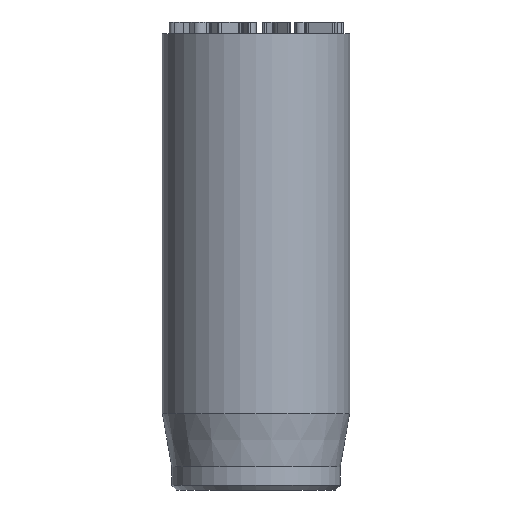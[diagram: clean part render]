
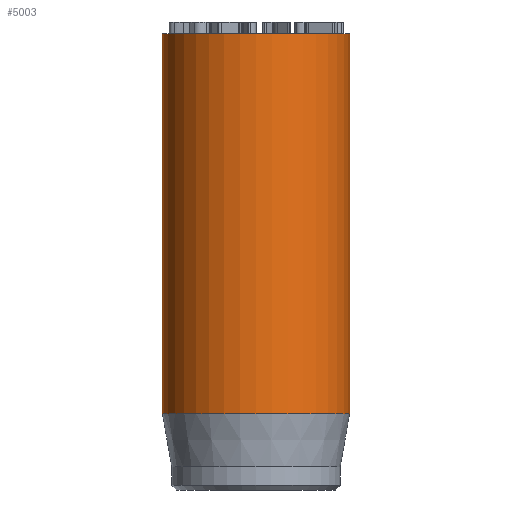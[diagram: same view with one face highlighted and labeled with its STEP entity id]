
A CAD part, front view. The second image highlights one B-rep face of the part: STEP entity #5003.
In plain terms, the highlighted cylindrical face has radius 4 mm (diameter 8 mm), a full revolution.
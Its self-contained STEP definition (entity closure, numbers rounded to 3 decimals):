
#32=CYLINDRICAL_SURFACE('',#5194,4.);
#44=CIRCLE('',#5157,4.);
#60=CIRCLE('',#5192,4.);
#61=CIRCLE('',#5193,4.);
#461=FACE_OUTER_BOUND('',#767,.T.);
#767=EDGE_LOOP('',(#4491,#4492,#4493,#4494,#4495));
#1142=LINE('',#9460,#1523);
#1523=VECTOR('',#5815,4.);
#2324=VERTEX_POINT('',#9395);
#2340=VERTEX_POINT('',#9454);
#2341=VERTEX_POINT('',#9455);
#3037=EDGE_CURVE('',#2324,#2324,#44,.T.);
#3061=EDGE_CURVE('',#2340,#2341,#60,.T.);
#3062=EDGE_CURVE('',#2341,#2340,#61,.T.);
#3064=EDGE_CURVE('',#2324,#2340,#1142,.T.);
#4491=ORIENTED_EDGE('',*,*,#3037,.T.);
#4492=ORIENTED_EDGE('',*,*,#3064,.T.);
#4493=ORIENTED_EDGE('',*,*,#3061,.T.);
#4494=ORIENTED_EDGE('',*,*,#3062,.T.);
#4495=ORIENTED_EDGE('',*,*,#3064,.F.);
#5003=ADVANCED_FACE('',(#461),#32,.T.);
#5157=AXIS2_PLACEMENT_3D('',#9396,#5730,#5731);
#5192=AXIS2_PLACEMENT_3D('',#9456,#5808,#5809);
#5193=AXIS2_PLACEMENT_3D('',#9457,#5810,#5811);
#5194=AXIS2_PLACEMENT_3D('',#9459,#5813,#5814);
#5730=DIRECTION('center_axis',(0.,0.,-1.));
#5731=DIRECTION('ref_axis',(-1.,0.,0.));
#5808=DIRECTION('center_axis',(0.,0.,1.));
#5809=DIRECTION('ref_axis',(-1.,0.,0.));
#5810=DIRECTION('center_axis',(0.,0.,1.));
#5811=DIRECTION('ref_axis',(-1.,0.,0.));
#5813=DIRECTION('center_axis',(0.,0.,1.));
#5814=DIRECTION('ref_axis',(-1.,0.,0.));
#5815=DIRECTION('',(0.,0.,-1.));
#9395=CARTESIAN_POINT('',(4.,0.,19.5));
#9396=CARTESIAN_POINT('Origin',(0.,0.,19.5));
#9454=CARTESIAN_POINT('',(4.,0.,3.269));
#9455=CARTESIAN_POINT('',(-4.,0.,3.269));
#9456=CARTESIAN_POINT('Origin',(0.,0.,3.269));
#9457=CARTESIAN_POINT('Origin',(0.,0.,3.269));
#9459=CARTESIAN_POINT('Origin',(0.,0.,0.));
#9460=CARTESIAN_POINT('',(4.,0.,0.));
